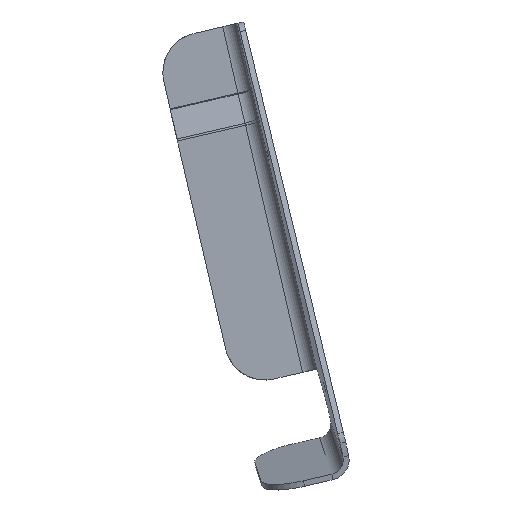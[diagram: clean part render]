
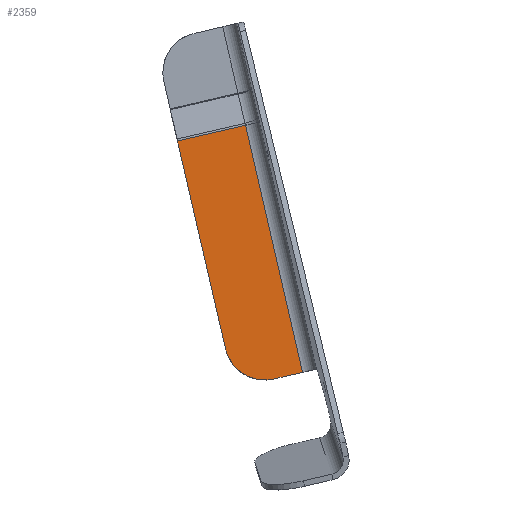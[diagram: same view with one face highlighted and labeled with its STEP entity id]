
A CAD part, left-side view. The second image highlights one B-rep face of the part: STEP entity #2359.
In plain terms, the highlighted planar face has unit normal (-1, 0, 0).
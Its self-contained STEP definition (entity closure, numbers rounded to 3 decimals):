
#2359 = ADVANCED_FACE('',(#2360),#2374,.T.);
#2360 = FACE_BOUND('',#2361,.T.);
#2361 = EDGE_LOOP('',(#2362,#2385,#2401,#2417,#2439));
#2362 = ORIENTED_EDGE('',*,*,#2363,.F.);
#2363 = EDGE_CURVE('',#2364,#2366,#2368,.T.);
#2364 = VERTEX_POINT('',#2365);
#2365 = CARTESIAN_POINT('',(4243.222,-605.935,71.549));
#2366 = VERTEX_POINT('',#2367);
#2367 = CARTESIAN_POINT('',(4243.222,-621.501,4.114));
#2368 = SURFACE_CURVE('',#2369,(#2373),.PCURVE_S1.);
#2369 = LINE('',#2370,#2371);
#2370 = CARTESIAN_POINT('',(4243.222,-605.935,71.549));
#2371 = VECTOR('',#2372,1.);
#2372 = DIRECTION('',(0.,-0.225,-0.974));
#2373 = PCURVE('',#2374,#2379);
#2374 = PLANE('',#2375);
#2375 = AXIS2_PLACEMENT_3D('',#2376,#2377,#2378);
#2376 = CARTESIAN_POINT('',(4243.222,0.,0.));
#2377 = DIRECTION('',(-1.,0.,0.));
#2378 = DIRECTION('',(0.,0.,-1.));
#2379 = DEFINITIONAL_REPRESENTATION('',(#2380),#2384);
#2380 = LINE('',#2381,#2382);
#2381 = CARTESIAN_POINT('',(-71.549,605.935));
#2382 = VECTOR('',#2383,1.);
#2383 = DIRECTION('',(0.974,0.225));
#2384 = ( GEOMETRIC_REPRESENTATION_CONTEXT(2) 
PARAMETRIC_REPRESENTATION_CONTEXT() REPRESENTATION_CONTEXT('2D SPACE',''
  ) );
#2385 = ORIENTED_EDGE('',*,*,#2386,.F.);
#2386 = EDGE_CURVE('',#2387,#2364,#2389,.T.);
#2387 = VERTEX_POINT('',#2388);
#2388 = CARTESIAN_POINT('',(4243.222,-587.364,67.262));
#2389 = SURFACE_CURVE('',#2390,(#2394),.PCURVE_S1.);
#2390 = LINE('',#2391,#2392);
#2391 = CARTESIAN_POINT('',(4243.222,-587.364,67.262));
#2392 = VECTOR('',#2393,1.);
#2393 = DIRECTION('',(0.,-0.974,0.225));
#2394 = PCURVE('',#2374,#2395);
#2395 = DEFINITIONAL_REPRESENTATION('',(#2396),#2400);
#2396 = LINE('',#2397,#2398);
#2397 = CARTESIAN_POINT('',(-67.262,587.364));
#2398 = VECTOR('',#2399,1.);
#2399 = DIRECTION('',(-0.225,0.974));
#2400 = ( GEOMETRIC_REPRESENTATION_CONTEXT(2) 
PARAMETRIC_REPRESENTATION_CONTEXT() REPRESENTATION_CONTEXT('2D SPACE',''
  ) );
#2401 = ORIENTED_EDGE('',*,*,#2402,.F.);
#2402 = EDGE_CURVE('',#2403,#2387,#2405,.T.);
#2403 = VERTEX_POINT('',#2404);
#2404 = CARTESIAN_POINT('',(4243.222,-600.456,10.545));
#2405 = SURFACE_CURVE('',#2406,(#2410),.PCURVE_S1.);
#2406 = LINE('',#2407,#2408);
#2407 = CARTESIAN_POINT('',(4243.222,-600.456,10.545));
#2408 = VECTOR('',#2409,1.);
#2409 = DIRECTION('',(0.,0.225,0.974));
#2410 = PCURVE('',#2374,#2411);
#2411 = DEFINITIONAL_REPRESENTATION('',(#2412),#2416);
#2412 = LINE('',#2413,#2414);
#2413 = CARTESIAN_POINT('',(-10.545,600.456));
#2414 = VECTOR('',#2415,1.);
#2415 = DIRECTION('',(-0.974,-0.225));
#2416 = ( GEOMETRIC_REPRESENTATION_CONTEXT(2) 
PARAMETRIC_REPRESENTATION_CONTEXT() REPRESENTATION_CONTEXT('2D SPACE',''
  ) );
#2417 = ORIENTED_EDGE('',*,*,#2418,.F.);
#2418 = EDGE_CURVE('',#2419,#2403,#2421,.T.);
#2419 = VERTEX_POINT('',#2420);
#2420 = CARTESIAN_POINT('',(4243.222,-613.648,2.301));
#2421 = SURFACE_CURVE('',#2422,(#2429),.PCURVE_S1.);
#2422 = B_SPLINE_CURVE_WITH_KNOTS('',5,(#2423,#2424,#2425,#2426,#2427,
    #2428),.UNSPECIFIED.,.F.,.F.,(6,6),(0.,17.279),
  .PIECEWISE_BEZIER_KNOTS.);
#2423 = CARTESIAN_POINT('',(4243.222,-613.648,2.301));
#2424 = CARTESIAN_POINT('',(4243.222,-610.281,1.524));
#2425 = CARTESIAN_POINT('',(4243.222,-606.606,2.064));
#2426 = CARTESIAN_POINT('',(4243.222,-603.33,4.112));
#2427 = CARTESIAN_POINT('',(4243.222,-601.233,7.178));
#2428 = CARTESIAN_POINT('',(4243.222,-600.456,10.545));
#2429 = PCURVE('',#2374,#2430);
#2430 = DEFINITIONAL_REPRESENTATION('',(#2431),#2438);
#2431 = B_SPLINE_CURVE_WITH_KNOTS('',5,(#2432,#2433,#2434,#2435,#2436,
    #2437),.UNSPECIFIED.,.F.,.F.,(6,6),(0.,17.279),
  .PIECEWISE_BEZIER_KNOTS.);
#2432 = CARTESIAN_POINT('',(-2.301,613.648));
#2433 = CARTESIAN_POINT('',(-1.524,610.281));
#2434 = CARTESIAN_POINT('',(-2.064,606.606));
#2435 = CARTESIAN_POINT('',(-4.112,603.33));
#2436 = CARTESIAN_POINT('',(-7.178,601.233));
#2437 = CARTESIAN_POINT('',(-10.545,600.456));
#2438 = ( GEOMETRIC_REPRESENTATION_CONTEXT(2) 
PARAMETRIC_REPRESENTATION_CONTEXT() REPRESENTATION_CONTEXT('2D SPACE',''
  ) );
#2439 = ORIENTED_EDGE('',*,*,#2440,.F.);
#2440 = EDGE_CURVE('',#2366,#2419,#2441,.T.);
#2441 = SURFACE_CURVE('',#2442,(#2446),.PCURVE_S1.);
#2442 = LINE('',#2443,#2444);
#2443 = CARTESIAN_POINT('',(4243.222,-621.501,4.114));
#2444 = VECTOR('',#2445,1.);
#2445 = DIRECTION('',(0.,0.974,-0.225));
#2446 = PCURVE('',#2374,#2447);
#2447 = DEFINITIONAL_REPRESENTATION('',(#2448),#2452);
#2448 = LINE('',#2449,#2450);
#2449 = CARTESIAN_POINT('',(-4.114,621.501));
#2450 = VECTOR('',#2451,1.);
#2451 = DIRECTION('',(0.225,-0.974));
#2452 = ( GEOMETRIC_REPRESENTATION_CONTEXT(2) 
PARAMETRIC_REPRESENTATION_CONTEXT() REPRESENTATION_CONTEXT('2D SPACE',''
  ) );
